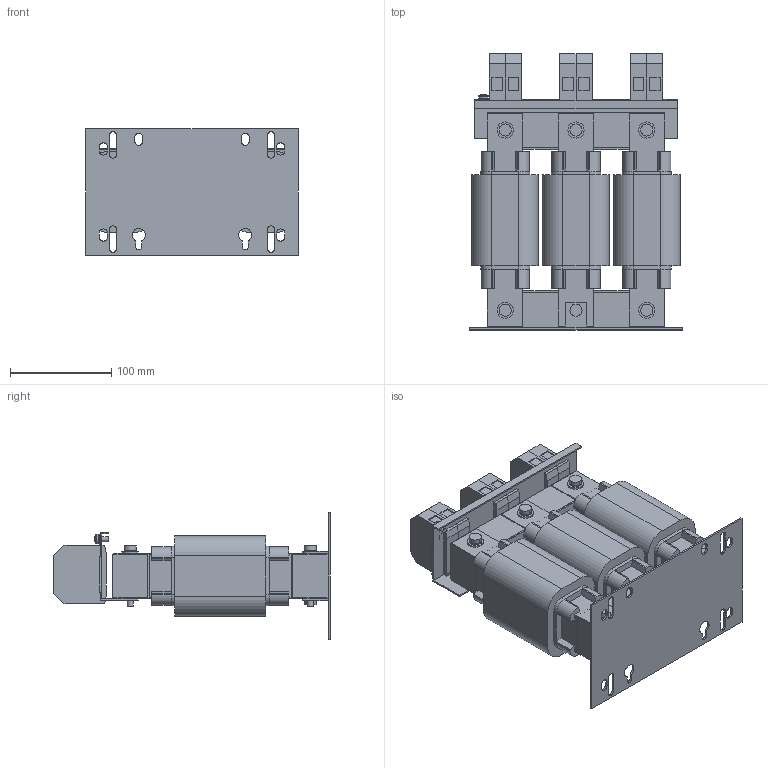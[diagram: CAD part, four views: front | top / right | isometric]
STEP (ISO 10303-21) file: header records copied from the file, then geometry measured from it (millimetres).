
FILE_DESCRIPTION (( 'STEP AP214' ), '1' );
FILE_NAME ('386155.STEP', '2021-10-20T12:32:55', ( '' ), ( '' ), 'SwSTEP 2.0', 'SolidWorks 2018', '' );
FILE_SCHEMA (( 'AUTOMOTIVE_DESIGN' ));
Length unit declared in the file: millimetre
Products named in the file (1): 386155
Bounding box: 210 x 272.9 x 125 mm (x, y, z)
Volume: 2562046.8 mm3; surface area: 301649.4 mm2
Topology: 1 solids, 1 shells, 984 faces, 2620 edges, 1701 vertices
Faces by surface type: plane 704, cylinder 263, cone 8, torus 7, sphere 2
Entity records: 30508 total; most frequent: CARTESIAN_POINT 5396, ORIENTED_EDGE 5236, DIRECTION 5138, EDGE_CURVE 2618, LINE 2020, VECTOR 2020, VERTEX_POINT 1701, AXIS2_PLACEMENT_3D 1559
